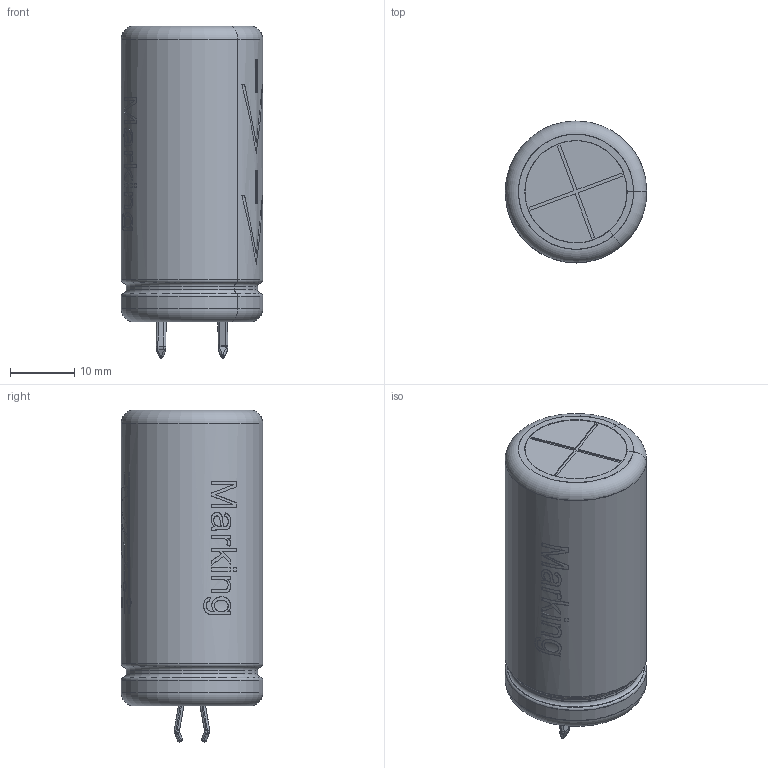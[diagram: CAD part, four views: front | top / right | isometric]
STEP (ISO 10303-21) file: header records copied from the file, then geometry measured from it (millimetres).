
FILE_DESCRIPTION(/* description */ ('Unknown','CAx-IF Rec.Pracs.---Representation and Presentation of Product Manufacturing Information (PMI)---4.0---2014-10-13','CAx-IF Rec.Pracs.---3D Tessellated Geometry---0.4---2014-09-14','2;1'),/* implementation_level */ '2;1');
FILE_NAME(/* name */ 'CP_Wurth_WCAP-SISC-P10D22L45',/* time_stamp */ '2025-01-09T15:04:34+08:00',/* author */ ('Unknown'),/* organization */ ('Unknown'),/* preprocessor_version */ 'ST-DEVELOPER v16.7',/* originating_system */ 'Solid Edge',/* authorisation */ 'Unknown');
FILE_SCHEMA (('AP242_MANAGED_MODEL_BASED_3D_ENGINEERING_MIM_LF { 1 0 10303 442 1 1 4 }'));
Length unit declared in the file: metre
Products named in the file (2): CP_Wurth_WCAP-SISC-P10D22L45
Assembly tree (1 placements, depth 2):
  CP_Wurth_WCAP-SISC-P10D22L45
    CP_Wurth_WCAP-SISC-P10D22L45
Bounding box: 22 x 22 x 51.6 mm (x, y, z)
Volume: 16996.8 mm3; surface area: 10854.2 mm2
Topology: 2 solids, 2 shells, 625 faces, 1582 edges, 1019 vertices
Faces by surface type: plane 345, cylinder 140, bspline 89, torus 33, sphere 18
Full cylindrical faces by diameter (mm): 4.5 x2, 15.889 x2, 17.911 x1, 18 x1, 20.233 x1, 20.253 x1, 21.78 x2, 21.8 x2
Entity records: 31724 total; most frequent: CARTESIAN_POINT 12804, ORIENTED_EDGE 3072, DIRECTION 2823, EDGE_CURVE 1536, VERTEX_POINT 1015, AXIS2_PLACEMENT_3D 1003, LINE 817, VECTOR 817
